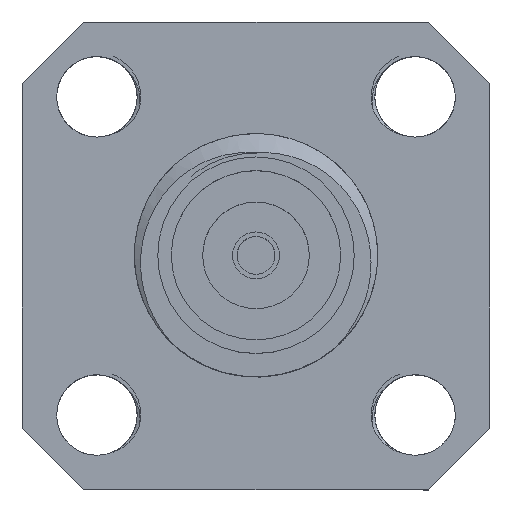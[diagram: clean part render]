
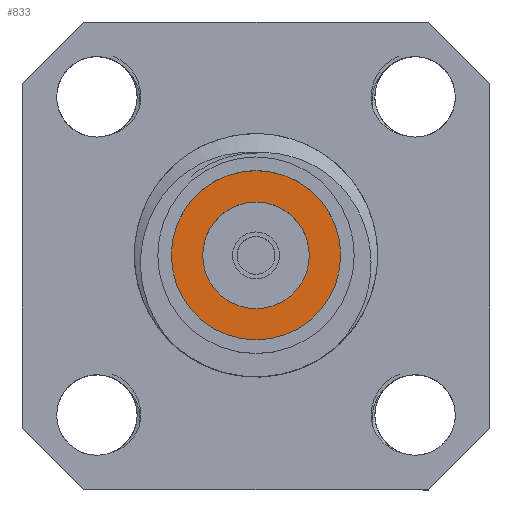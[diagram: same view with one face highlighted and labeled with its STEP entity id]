
A CAD part, top view. The second image highlights one B-rep face of the part: STEP entity #833.
In plain terms, the highlighted planar face has unit normal (0, 0, 1).
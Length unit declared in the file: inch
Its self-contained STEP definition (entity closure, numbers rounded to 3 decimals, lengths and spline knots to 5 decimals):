
#151=PLANE('',#902);
#231=VERTEX_POINT('',#5851);
#232=VERTEX_POINT('',#5854);
#278=CIRCLE('',#898,0.057);
#279=CIRCLE('',#900,0.0905);
#369=EDGE_CURVE('',#231,#231,#278,.T.);
#370=EDGE_CURVE('',#232,#232,#279,.T.);
#541=ORIENTED_EDGE('',*,*,#369,.T.);
#542=ORIENTED_EDGE('',*,*,#370,.T.);
#664=EDGE_LOOP('',(#541));
#665=EDGE_LOOP('',(#542));
#758=FACE_BOUND('',#664,.T.);
#759=FACE_BOUND('',#665,.T.);
#833=ADVANCED_FACE('',(#758,#759),#151,.F.);
#898=AXIS2_PLACEMENT_3D('',#5850,#7954,#7955);
#900=AXIS2_PLACEMENT_3D('',#5853,#7958,#7959);
#902=AXIS2_PLACEMENT_3D('',#5857,#7962,$);
#5850=CARTESIAN_POINT('',(0.,0.,0.805));
#5851=CARTESIAN_POINT('',(-0.057,0.,0.805));
#5853=CARTESIAN_POINT('',(0.,0.,0.805));
#5854=CARTESIAN_POINT('',(-0.0905,0.,0.805));
#5857=CARTESIAN_POINT('',(0.,0.,0.805));
#7954=DIRECTION('',(0.,0.,-1.));
#7955=DIRECTION('',(-0.057,0.,0.));
#7958=DIRECTION('',(0.,0.,1.));
#7959=DIRECTION('',(-0.091,0.,0.));
#7962=DIRECTION('',(0.,0.,-1.));
